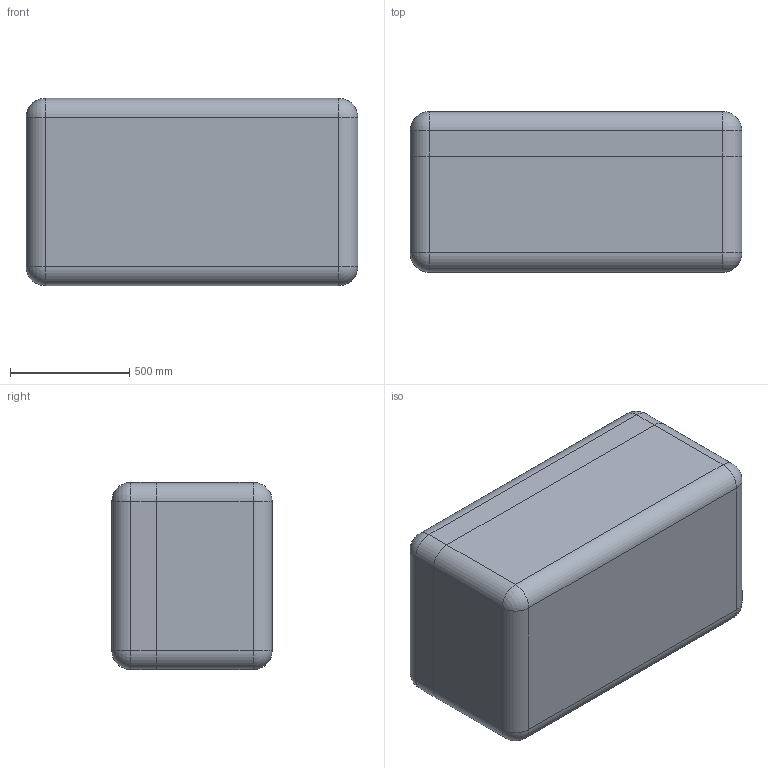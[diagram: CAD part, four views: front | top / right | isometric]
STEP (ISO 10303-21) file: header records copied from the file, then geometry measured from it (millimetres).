
FILE_DESCRIPTION (( 'STEP AP214' ), '1' );
FILE_NAME ('Òðàíñïîðòíûé êîíòåéíåð ÀÄÌÈÐÀË®ÏÐÎÔÅÑÑÈÎÍÀËÜÍÛÅ 235_óïðîùåííàÿ 3D-ìîäåëü.STEP', '2025-09-15T11:00:51', ( '' ), ( '' ), 'SwSTEP 2.0', 'SolidWorks 2021', '' );
FILE_SCHEMA (( 'AUTOMOTIVE_DESIGN' ));
Length unit declared in the file: millimetre
Products named in the file (3): Òðàíñïîðòíûé êîíòåéíåð ÀÄÌÈÐÀË®ÏÐÎÔÅÑÑÈÎÍÀËÜÍÛÅ 235_óïðîùåííàÿ 3D-ìîäåëü; Base 235_摨喈楗狅; Lid 233 (óïð.)
Assembly tree (2 placements, depth 2):
  Òðàíñïîðòíûé êîíòåéíåð ÀÄÌÈÐÀË®ÏÐÎÔÅÑÑÈÎÍÀËÜÍÛÅ 235_óïðîùåííàÿ 3D-ìîäåëü
    Base 235_摨喈楗狅
    Lid 233 (óïð.)
Bounding box: 1392.55 x 673.23 x 785.8 mm (x, y, z)
Volume: 270635109.2 mm3; surface area: 10792796.7 mm2
Topology: 2 solids, 2 shells, 1920 faces, 4613 edges, 2600 vertices
Faces by surface type: cylinder 753, bspline 492, plane 333, torus 246, sphere 76, cone 20
Entity records: 73753 total; most frequent: CARTESIAN_POINT 32994, ORIENTED_EDGE 8994, DIRECTION 8157, EDGE_CURVE 4497, AXIS2_PLACEMENT_3D 3285, VERTEX_POINT 2600, EDGE_LOOP 1947, FACE_OUTER_BOUND 1920
